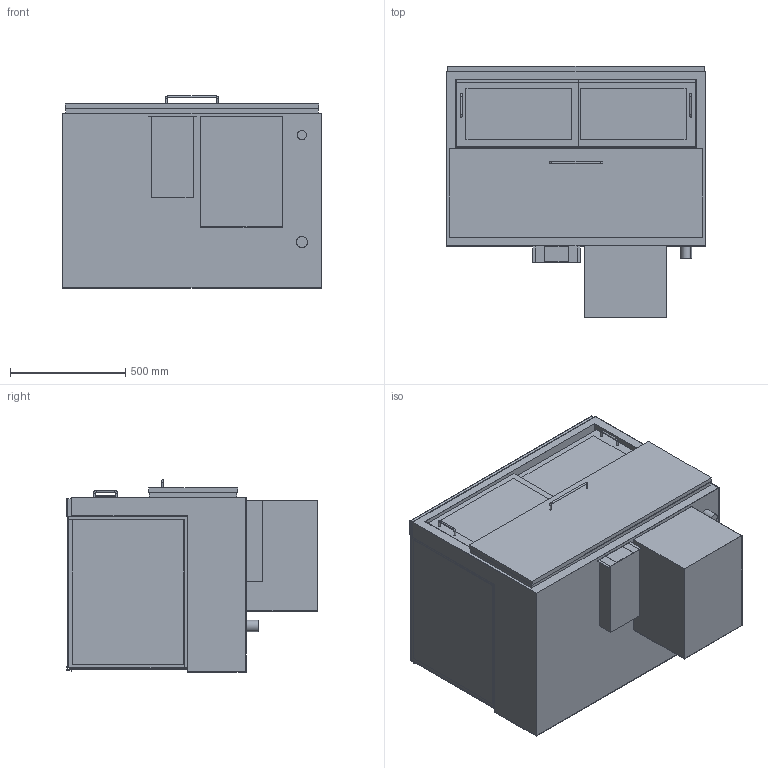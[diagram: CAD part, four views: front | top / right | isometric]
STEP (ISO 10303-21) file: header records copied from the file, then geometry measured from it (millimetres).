
FILE_DESCRIPTION(/* description */ ('Einbaukühlvitrine, Tortenzug: eigengekühlt'),/* implementation_level */ '2;1');
FILE_NAME(/* name */ '3D-AKE-00006213.stp',/* time_stamp */ '2024-06-04T11:38:11+02:00',/* author */ ('julian.lux'),/* organization */ (''),/* preprocessor_version */ 'ST-DEVELOPER v18.1',/* originating_system */ 'Autodesk Inventor 2020',/* authorisation */ '');
FILE_SCHEMA (('AUTOMOTIVE_DESIGN { 1 0 10303 214 3 1 1 }'));
Length unit declared in the file: millimetre
Products named in the file (1): 3D-AKE-00006213
Bounding box: 1125 x 1090.1 x 835 mm (x, y, z)
Volume: 83344601 mm3; surface area: 19967495.7 mm2
Topology: 38 solids, 39 shells, 398 faces, 963 edges, 648 vertices
Faces by surface type: plane 359, cylinder 33, torus 6
Full cylindrical faces by diameter (mm): 8 x9, 38 x1, 40 x1, 41 x2, 48 x1, 50 x1
Entity records: 11572 total; most frequent: CARTESIAN_POINT 2010, ORIENTED_EDGE 1926, DIRECTION 1867, EDGE_CURVE 963, LINE 857, VECTOR 857, VERTEX_POINT 648, AXIS2_PLACEMENT_3D 505
